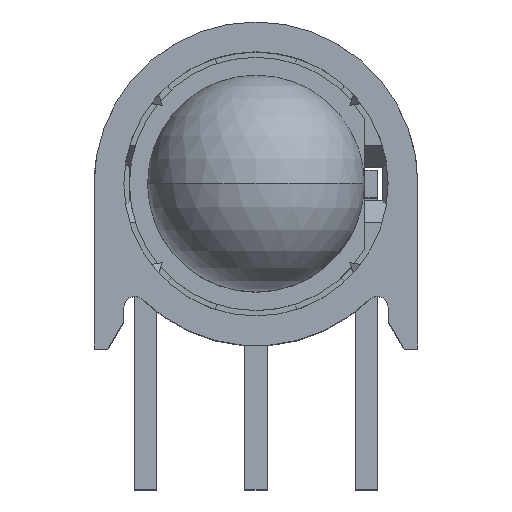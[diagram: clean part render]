
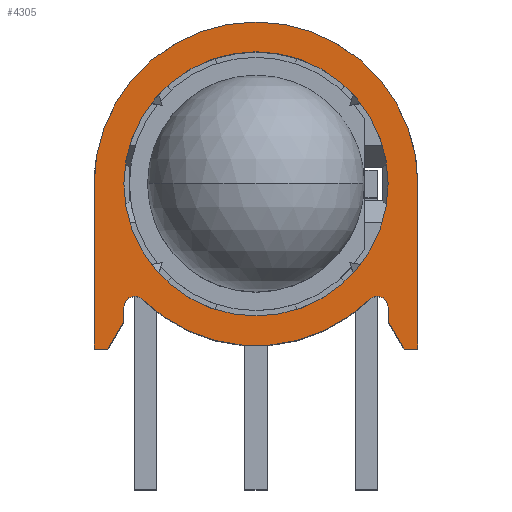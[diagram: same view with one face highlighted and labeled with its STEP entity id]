
A CAD part, top view. The second image highlights one B-rep face of the part: STEP entity #4305.
In plain terms, the highlighted planar face has unit normal (0, 0, 1).
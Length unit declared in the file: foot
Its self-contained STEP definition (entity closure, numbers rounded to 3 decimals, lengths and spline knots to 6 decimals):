
#56 = CARTESIAN_POINT ( 'NONE',  ( -0.011203, -0.0125, 0.023333 ) ) ;
#73 = ORIENTED_EDGE ( 'NONE', *, *, #2409, .F. ) ;
#95 = FACE_BOUND ( 'NONE', #2786, .T. ) ;
#130 = DIRECTION ( 'NONE',  ( 0., 0., 1. ) ) ;
#176 = LINE ( 'NONE', #1951, #2132 ) ;
#200 = VERTEX_POINT ( 'NONE', #1913 ) ;
#220 = DIRECTION ( 'NONE',  ( 0., 0., 1. ) ) ;
#222 = EDGE_CURVE ( 'NONE', #3397, #3013, #176, .T. ) ;
#230 = DIRECTION ( 'NONE',  ( 0., 1., 0. ) ) ;
#247 = ORIENTED_EDGE ( 'NONE', *, *, #3315, .F. ) ;
#340 = VECTOR ( 'NONE', #230, 3.28084 ) ;
#392 = CARTESIAN_POINT ( 'NONE',  ( 0.01, 0., 0.023333 ) ) ;
#473 = CARTESIAN_POINT ( 'NONE',  ( 0.01, -0.010417, 0.023333 ) ) ;
#502 = CARTESIAN_POINT ( 'NONE',  ( 0., 0., 0.023333 ) ) ;
#515 = LINE ( 'NONE', #1310, #4342 ) ;
#551 = ORIENTED_EDGE ( 'NONE', *, *, #3931, .T. ) ;
#588 = CARTESIAN_POINT ( 'NONE',  ( -0.008583, -0.008741, 0.023333 ) ) ;
#646 = ORIENTED_EDGE ( 'NONE', *, *, #3455, .T. ) ;
#677 = AXIS2_PLACEMENT_3D ( 'NONE', #502, #3082, #863 ) ;
#727 = LINE ( 'NONE', #1177, #4559 ) ;
#777 = CARTESIAN_POINT ( 'NONE',  ( -0.011203, -0.0125, 0.023333 ) ) ;
#789 = AXIS2_PLACEMENT_3D ( 'NONE', #2327, #130, #2697 ) ;
#855 = EDGE_CURVE ( 'NONE', #3526, #200, #2445, .T. ) ;
#863 = DIRECTION ( 'NONE',  ( 1., 0., 0. ) ) ;
#913 = CARTESIAN_POINT ( 'NONE',  ( -0.01, -0.010417, 0.023333 ) ) ;
#938 = CARTESIAN_POINT ( 'NONE',  ( 0.01225, -0.0125, 0.023333 ) ) ;
#961 = DIRECTION ( 'NONE',  ( 1., 0., 0. ) ) ;
#970 = LINE ( 'NONE', #2938, #1828 ) ;
#979 = DIRECTION ( 'NONE',  ( 0., 0., -1. ) ) ;
#988 = CARTESIAN_POINT ( 'NONE',  ( 0.01225, 0., 0.023333 ) ) ;
#1015 = VERTEX_POINT ( 'NONE', #588 ) ;
#1109 = DIRECTION ( 'NONE',  ( 1., 0., 0. ) ) ;
#1177 = CARTESIAN_POINT ( 'NONE',  ( -0.01225, 0., 0.023333 ) ) ;
#1178 = VERTEX_POINT ( 'NONE', #1784 ) ;
#1253 = CARTESIAN_POINT ( 'NONE',  ( -0.01225, -0.0125, 0.023333 ) ) ;
#1310 = CARTESIAN_POINT ( 'NONE',  ( 0.01, -0.010417, 0.023333 ) ) ;
#1325 = ORIENTED_EDGE ( 'NONE', *, *, #1445, .T. ) ;
#1349 = CIRCLE ( 'NONE', #4133, 0.000833 ) ;
#1427 = CARTESIAN_POINT ( 'NONE',  ( 0., 0., 0.023333 ) ) ;
#1445 = EDGE_CURVE ( 'NONE', #2422, #3196, #2337, .T. ) ;
#1455 = VECTOR ( 'NONE', #961, 3.28084 ) ;
#1532 = DIRECTION ( 'NONE',  ( 0.5, 0.866, 0. ) ) ;
#1575 = CARTESIAN_POINT ( 'NONE',  ( 0.008583, -0.008741, 0.023333 ) ) ;
#1581 = VERTEX_POINT ( 'NONE', #392 ) ;
#1621 = EDGE_CURVE ( 'NONE', #3013, #4134, #4727, .T. ) ;
#1680 = CARTESIAN_POINT ( 'NONE',  ( 0.009167, -0.009335, 0.023333 ) ) ;
#1696 = DIRECTION ( 'NONE',  ( 0., -1., 0. ) ) ;
#1725 = CIRCLE ( 'NONE', #3409, 0.000833 ) ;
#1781 = EDGE_CURVE ( 'NONE', #1991, #4289, #1725, .T. ) ;
#1784 = CARTESIAN_POINT ( 'NONE',  ( -0.01, 0., 0.023333 ) ) ;
#1799 = DIRECTION ( 'NONE',  ( 1., 0., 0. ) ) ;
#1828 = VECTOR ( 'NONE', #4790, 3.28084 ) ;
#1913 = CARTESIAN_POINT ( 'NONE',  ( 0.01225, -0.0125, 0.023333 ) ) ;
#1951 = CARTESIAN_POINT ( 'NONE',  ( -0.01225, -0.0125, 0.023333 ) ) ;
#1991 = VERTEX_POINT ( 'NONE', #1575 ) ;
#2006 = VERTEX_POINT ( 'NONE', #473 ) ;
#2042 = DIRECTION ( 'NONE',  ( -1., 0., 0. ) ) ;
#2109 = AXIS2_PLACEMENT_3D ( 'NONE', #4259, #220, #2776 ) ;
#2110 = DIRECTION ( 'NONE',  ( 0., 0., 1. ) ) ;
#2132 = VECTOR ( 'NONE', #4532, 3.28084 ) ;
#2163 = ORIENTED_EDGE ( 'NONE', *, *, #3061, .T. ) ;
#2230 = EDGE_CURVE ( 'NONE', #1015, #1991, #2897, .T. ) ;
#2281 = VECTOR ( 'NONE', #4641, 3.28084 ) ;
#2327 = CARTESIAN_POINT ( 'NONE',  ( 0., 0., 0.023333 ) ) ;
#2337 = CIRCLE ( 'NONE', #4366, 0.01225 ) ;
#2405 = EDGE_CURVE ( 'NONE', #4147, #1015, #1349, .T. ) ;
#2409 = EDGE_CURVE ( 'NONE', #1581, #1178, #4706, .T. ) ;
#2417 = PLANE ( 'NONE',  #2109 ) ;
#2422 = VERTEX_POINT ( 'NONE', #988 ) ;
#2445 = LINE ( 'NONE', #938, #1455 ) ;
#2697 = DIRECTION ( 'NONE',  ( 1., 0., 0. ) ) ;
#2730 = EDGE_CURVE ( 'NONE', #4289, #2006, #515, .T. ) ;
#2776 = DIRECTION ( 'NONE',  ( 1., 0., 0. ) ) ;
#2786 = EDGE_LOOP ( 'NONE', ( #73, #247 ) ) ;
#2824 = ORIENTED_EDGE ( 'NONE', *, *, #2230, .T. ) ;
#2897 = CIRCLE ( 'NONE', #677, 0.01225 ) ;
#2938 = CARTESIAN_POINT ( 'NONE',  ( 0.011203, -0.0125, 0.023333 ) ) ;
#2965 = VECTOR ( 'NONE', #1532, 3.28084 ) ;
#3013 = VERTEX_POINT ( 'NONE', #56 ) ;
#3061 = EDGE_CURVE ( 'NONE', #3196, #3397, #727, .T. ) ;
#3082 = DIRECTION ( 'NONE',  ( 0., 0., 1. ) ) ;
#3187 = CARTESIAN_POINT ( 'NONE',  ( -0.009167, -0.009335, 0.023333 ) ) ;
#3196 = VERTEX_POINT ( 'NONE', #3711 ) ;
#3255 = ORIENTED_EDGE ( 'NONE', *, *, #855, .T. ) ;
#3278 = LINE ( 'NONE', #3900, #340 ) ;
#3315 = EDGE_CURVE ( 'NONE', #1178, #1581, #4337, .T. ) ;
#3342 = ORIENTED_EDGE ( 'NONE', *, *, #2405, .T. ) ;
#3397 = VERTEX_POINT ( 'NONE', #1253 ) ;
#3409 = AXIS2_PLACEMENT_3D ( 'NONE', #1680, #4255, #2042 ) ;
#3455 = EDGE_CURVE ( 'NONE', #4134, #4147, #4274, .T. ) ;
#3474 = EDGE_CURVE ( 'NONE', #200, #2422, #3278, .T. ) ;
#3526 = VERTEX_POINT ( 'NONE', #4693 ) ;
#3561 = DIRECTION ( 'NONE',  ( 1., 0., 0. ) ) ;
#3708 = ORIENTED_EDGE ( 'NONE', *, *, #1621, .T. ) ;
#3711 = CARTESIAN_POINT ( 'NONE',  ( -0.01225, 0., 0.023333 ) ) ;
#3810 = CARTESIAN_POINT ( 'NONE',  ( -0.01, -0.009335, 0.023333 ) ) ;
#3900 = CARTESIAN_POINT ( 'NONE',  ( 0.01225, 0., 0.023333 ) ) ;
#3920 = FACE_OUTER_BOUND ( 'NONE', #4432, .T. ) ;
#3930 = ORIENTED_EDGE ( 'NONE', *, *, #3474, .T. ) ;
#3931 = EDGE_CURVE ( 'NONE', #2006, #3526, #970, .T. ) ;
#4004 = DIRECTION ( 'NONE',  ( 0., 0., 1. ) ) ;
#4008 = ORIENTED_EDGE ( 'NONE', *, *, #1781, .T. ) ;
#4103 = ORIENTED_EDGE ( 'NONE', *, *, #2730, .T. ) ;
#4133 = AXIS2_PLACEMENT_3D ( 'NONE', #3187, #979, #3561 ) ;
#4134 = VERTEX_POINT ( 'NONE', #4527 ) ;
#4147 = VERTEX_POINT ( 'NONE', #3810 ) ;
#4159 = AXIS2_PLACEMENT_3D ( 'NONE', #4329, #2110, #1109 ) ;
#4255 = DIRECTION ( 'NONE',  ( 0., 0., -1. ) ) ;
#4259 = CARTESIAN_POINT ( 'NONE',  ( 0., 0., 0.023333 ) ) ;
#4274 = LINE ( 'NONE', #913, #2281 ) ;
#4289 = VERTEX_POINT ( 'NONE', #4634 ) ;
#4305 = ADVANCED_FACE ( 'NONE', ( #3920, #95 ), #2417, .T. ) ;
#4329 = CARTESIAN_POINT ( 'NONE',  ( 0., 0., 0.023333 ) ) ;
#4337 = CIRCLE ( 'NONE', #789, 0.01 ) ;
#4342 = VECTOR ( 'NONE', #1696, 3.28084 ) ;
#4366 = AXIS2_PLACEMENT_3D ( 'NONE', #1427, #4004, #1799 ) ;
#4389 = ORIENTED_EDGE ( 'NONE', *, *, #222, .T. ) ;
#4432 = EDGE_LOOP ( 'NONE', ( #1325, #2163, #4389, #3708, #646, #3342, #2824, #4008, #4103, #551, #3255, #3930 ) ) ;
#4509 = DIRECTION ( 'NONE',  ( 0., -1., 0. ) ) ;
#4527 = CARTESIAN_POINT ( 'NONE',  ( -0.01, -0.010417, 0.023333 ) ) ;
#4532 = DIRECTION ( 'NONE',  ( 1., 0., 0. ) ) ;
#4559 = VECTOR ( 'NONE', #4509, 3.28084 ) ;
#4634 = CARTESIAN_POINT ( 'NONE',  ( 0.01, -0.009335, 0.023333 ) ) ;
#4641 = DIRECTION ( 'NONE',  ( 0., 1., 0. ) ) ;
#4693 = CARTESIAN_POINT ( 'NONE',  ( 0.011203, -0.0125, 0.023333 ) ) ;
#4706 = CIRCLE ( 'NONE', #4159, 0.01 ) ;
#4727 = LINE ( 'NONE', #777, #2965 ) ;
#4790 = DIRECTION ( 'NONE',  ( 0.5, -0.866, 0. ) ) ;
